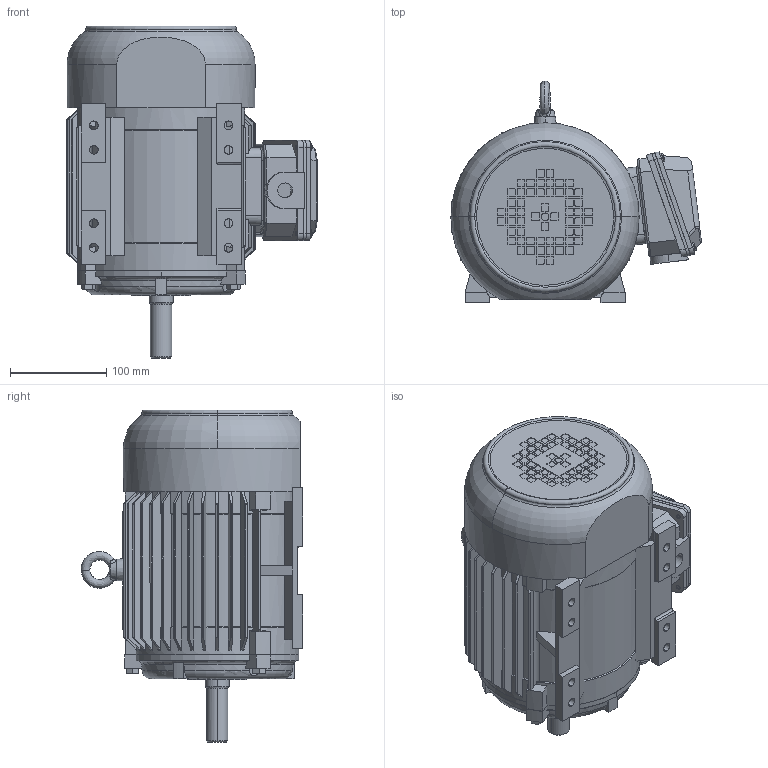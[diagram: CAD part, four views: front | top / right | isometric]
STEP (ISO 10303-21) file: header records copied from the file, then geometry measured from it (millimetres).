
FILE_DESCRIPTION (( 'STEP AP214' ), '1' );
FILE_NAME ('PEWWE-145T.STEP', '2018-07-16T22:11:31', ( '' ), ( '' ), 'SwSTEP 2.0', 'SolidWorks 2017', '' );
FILE_SCHEMA (( 'AUTOMOTIVE_DESIGN' ));
Length unit declared in the file: inch
Products named in the file (1): PEWWE-145T
Bounding box: 260.14 x 230 x 344.4 mm (x, y, z)
Volume: 4885158 mm3; surface area: 614780.4 mm2
Topology: 14 solids, 18 shells, 1431 faces, 3870 edges, 2541 vertices
Faces by surface type: plane 658, cylinder 554, cone 136, torus 60, bspline 23
Entity records: 57103 total; most frequent: CARTESIAN_POINT 21645, ORIENTED_EDGE 7724, DIRECTION 6886, EDGE_CURVE 3862, VERTEX_POINT 2541, AXIS2_PLACEMENT_3D 2517, VECTOR 1852, LINE 1852
